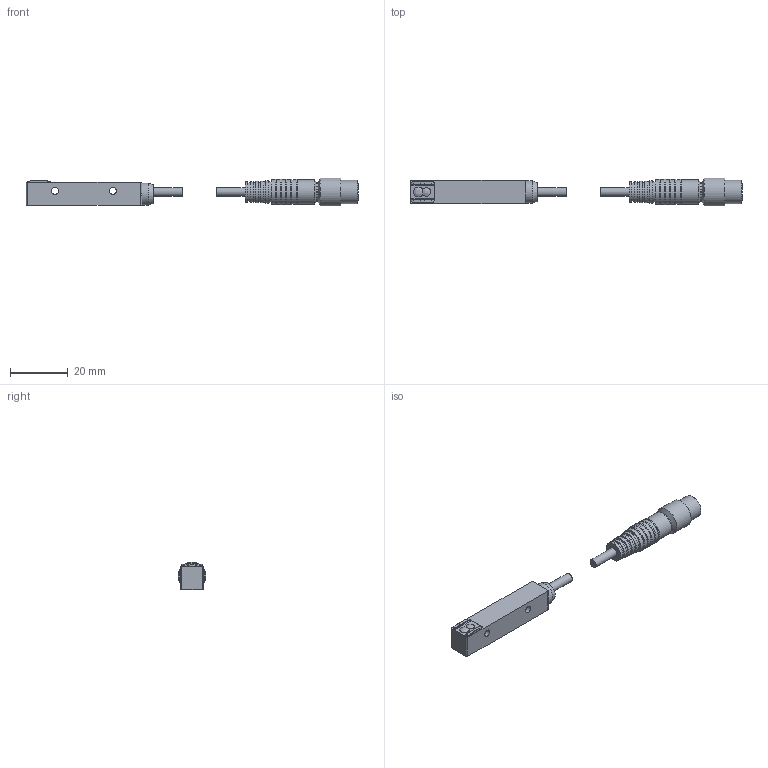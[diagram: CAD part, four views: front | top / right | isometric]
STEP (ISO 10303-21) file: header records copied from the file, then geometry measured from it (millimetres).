
FILE_DESCRIPTION (( 'STEP AP214' ), '1' );
FILE_NAME ('F16RS-LP-1F.STEP', '2021-01-06T14:03:05', ( '' ), ( '' ), 'SwSTEP 2.0', 'SolidWorks 2019', '' );
FILE_SCHEMA (( 'AUTOMOTIVE_DESIGN' ));
Length unit declared in the file: inch
Products named in the file (3): F16RS-LP-1F_1; F16RS-LP-1F; F16RS-LP-1F_2
Assembly tree (2 placements, depth 2):
  F16RS-LP-1F
    F16RS-LP-1F_1
    F16RS-LP-1F_2
Bounding box: 114.69 x 9.66 x 9.66 mm (x, y, z)
Volume: 4821.6 mm3; surface area: 3252 mm2
Topology: 2 solids, 2 shells, 125 faces, 263 edges, 171 vertices
Faces by surface type: cylinder 59, plane 57, cone 4, torus 3, bspline 2
Full cylindrical faces by diameter (mm): 1 x3, 2.459 x2, 3 x1, 3.1 x1, 5.8 x1, 6.5 x4, 7 x3, 7.2 x1, 7.5 x2, 7.7 x1, 7.8 x1, 8 x1, 8.5 x6, 9 x5, 9.7 x1
Entity records: 4458 total; most frequent: CARTESIAN_POINT 1004, DIRECTION 545, ORIENTED_EDGE 434, AXIS2_PLACEMENT_3D 235, EDGE_CURVE 217, EDGE_LOOP 198, VERTEX_POINT 165, FACE_OUTER_BOUND 161
